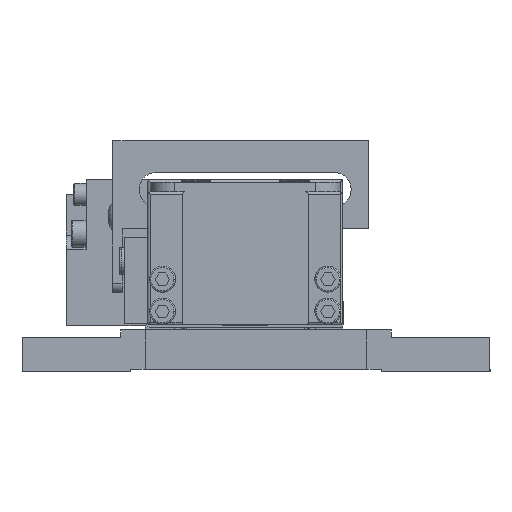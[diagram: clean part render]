
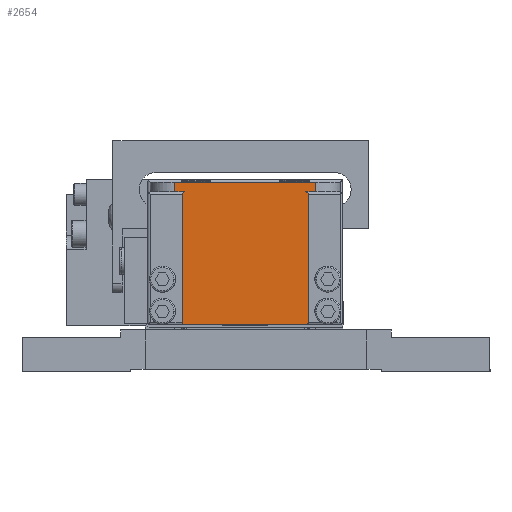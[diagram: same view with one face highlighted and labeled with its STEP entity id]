
A CAD part, left-side view. The second image highlights one B-rep face of the part: STEP entity #2654.
In plain terms, the highlighted planar face has unit normal (-1, 0, 0).
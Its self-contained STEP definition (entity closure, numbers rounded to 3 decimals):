
#989=PLANE('',#41691);
#2654=ADVANCED_FACE('',(#4977),#989,.T.);
#4977=FACE_OUTER_BOUND('',#7380,.T.);
#7380=EDGE_LOOP('',(#13063,#13064,#13065,#13066,#13067,#13068,#13069,#13070,
#13071,#13072,#13073,#13074));
#13063=ORIENTED_EDGE('',*,*,#24494,.T.);
#13064=ORIENTED_EDGE('',*,*,#24039,.F.);
#13065=ORIENTED_EDGE('',*,*,#24043,.F.);
#13066=ORIENTED_EDGE('',*,*,#24045,.F.);
#13067=ORIENTED_EDGE('',*,*,#24019,.F.);
#13068=ORIENTED_EDGE('',*,*,#24036,.F.);
#13069=ORIENTED_EDGE('',*,*,#24051,.F.);
#13070=ORIENTED_EDGE('',*,*,#24048,.F.);
#13071=ORIENTED_EDGE('',*,*,#24495,.T.);
#13072=ORIENTED_EDGE('',*,*,#24537,.F.);
#13073=ORIENTED_EDGE('',*,*,#24538,.T.);
#13074=ORIENTED_EDGE('',*,*,#24539,.T.);
#24019=EDGE_CURVE('',#36965,#36966,#30333,.T.);
#24036=EDGE_CURVE('',#36972,#36965,#34080,.T.);
#24039=EDGE_CURVE('',#36973,#36974,#34082,.T.);
#24043=EDGE_CURVE('',#36975,#36973,#30349,.T.);
#24045=EDGE_CURVE('',#36966,#36975,#34084,.T.);
#24048=EDGE_CURVE('',#36976,#36977,#34086,.T.);
#24051=EDGE_CURVE('',#36977,#36972,#30353,.T.);
#24494=EDGE_CURVE('',#37246,#36974,#30694,.T.);
#24495=EDGE_CURVE('',#36976,#37247,#30695,.T.);
#24537=EDGE_CURVE('',#37274,#37247,#30707,.T.);
#24538=EDGE_CURVE('',#37274,#37275,#30708,.T.);
#24539=EDGE_CURVE('',#37275,#37246,#30709,.T.);
#30333=B_SPLINE_CURVE_WITH_KNOTS('',1,(#66206,#66207),.UNSPECIFIED.,.F.,
 .F.,(2,2),(0.,24.6),.UNSPECIFIED.);
#30349=B_SPLINE_CURVE_WITH_KNOTS('',1,(#66262,#66263),.UNSPECIFIED.,.F.,
 .F.,(2,2),(0.,26.),.UNSPECIFIED.);
#30353=B_SPLINE_CURVE_WITH_KNOTS('',1,(#66282,#66283),.UNSPECIFIED.,.F.,
 .F.,(2,2),(0.,26.),.UNSPECIFIED.);
#30694=B_SPLINE_CURVE_WITH_KNOTS('',1,(#67298,#67299),.UNSPECIFIED.,.F.,
 .F.,(2,2),(-2.,0.),.UNSPECIFIED.);
#30695=B_SPLINE_CURVE_WITH_KNOTS('',1,(#67300,#67301),.UNSPECIFIED.,.F.,
 .F.,(2,2),(-2.,0.),.UNSPECIFIED.);
#30707=B_SPLINE_CURVE_WITH_KNOTS('',1,(#67422,#67423),.UNSPECIFIED.,.F.,
 .F.,(2,2),(0.,2.),.UNSPECIFIED.);
#30708=B_SPLINE_CURVE_WITH_KNOTS('',1,(#67424,#67425),.UNSPECIFIED.,.F.,
 .F.,(2,2),(0.,28.6),.UNSPECIFIED.);
#30709=B_SPLINE_CURVE_WITH_KNOTS('',1,(#67426,#67427),.UNSPECIFIED.,.F.,
 .F.,(2,2),(0.,2.),.UNSPECIFIED.);
#34080=(
BOUNDED_CURVE()
B_SPLINE_CURVE(2,(#66245,#66246,#66247),.UNSPECIFIED.,.F.,.F.)
B_SPLINE_CURVE_WITH_KNOTS((3,3),(0.,0.785),.UNSPECIFIED.)
CURVE()
GEOMETRIC_REPRESENTATION_ITEM()
RATIONAL_B_SPLINE_CURVE((1.,0.707,1.))
REPRESENTATION_ITEM('')
);
#34082=(
BOUNDED_CURVE()
B_SPLINE_CURVE(2,(#66253,#66254,#66255),.UNSPECIFIED.,.F.,.F.)
B_SPLINE_CURVE_WITH_KNOTS((3,3),(0.,0.785),.UNSPECIFIED.)
CURVE()
GEOMETRIC_REPRESENTATION_ITEM()
RATIONAL_B_SPLINE_CURVE((1.,0.707,1.))
REPRESENTATION_ITEM('')
);
#34084=(
BOUNDED_CURVE()
B_SPLINE_CURVE(2,(#66267,#66268,#66269),.UNSPECIFIED.,.F.,.F.)
B_SPLINE_CURVE_WITH_KNOTS((3,3),(0.,0.785),.UNSPECIFIED.)
CURVE()
GEOMETRIC_REPRESENTATION_ITEM()
RATIONAL_B_SPLINE_CURVE((1.,0.707,1.))
REPRESENTATION_ITEM('')
);
#34086=(
BOUNDED_CURVE()
B_SPLINE_CURVE(2,(#66275,#66276,#66277),.UNSPECIFIED.,.F.,.F.)
B_SPLINE_CURVE_WITH_KNOTS((3,3),(0.,0.785),.UNSPECIFIED.)
CURVE()
GEOMETRIC_REPRESENTATION_ITEM()
RATIONAL_B_SPLINE_CURVE((1.,0.707,1.))
REPRESENTATION_ITEM('')
);
#36965=VERTEX_POINT('',#58282);
#36966=VERTEX_POINT('',#58283);
#36972=VERTEX_POINT('',#58289);
#36973=VERTEX_POINT('',#58290);
#36974=VERTEX_POINT('',#58291);
#36975=VERTEX_POINT('',#58292);
#36976=VERTEX_POINT('',#58293);
#36977=VERTEX_POINT('',#58294);
#37246=VERTEX_POINT('',#58563);
#37247=VERTEX_POINT('',#58564);
#37274=VERTEX_POINT('',#58591);
#37275=VERTEX_POINT('',#58592);
#41691=AXIS2_PLACEMENT_3D('',#48804,#43747,$);
#43747=DIRECTION('',(-1.,0.,0.));
#48804=CARTESIAN_POINT('',(-111.,19.48,6.483));
#58282=CARTESIAN_POINT('',(-111.,-10.1,9.503));
#58283=CARTESIAN_POINT('',(-111.,14.5,9.503));
#58289=CARTESIAN_POINT('',(-111.,-10.6,10.003));
#58290=CARTESIAN_POINT('',(-111.,15.,36.003));
#58291=CARTESIAN_POINT('',(-111.,14.5,36.503));
#58292=CARTESIAN_POINT('',(-111.,15.,10.003));
#58293=CARTESIAN_POINT('',(-111.,-10.1,36.503));
#58294=CARTESIAN_POINT('',(-111.,-10.6,36.003));
#58563=CARTESIAN_POINT('',(-111.,16.5,36.503));
#58564=CARTESIAN_POINT('',(-111.,-12.1,36.503));
#58591=CARTESIAN_POINT('',(-111.,-12.1,38.503));
#58592=CARTESIAN_POINT('',(-111.,16.5,38.503));
#66206=CARTESIAN_POINT('',(-111.,-10.1,9.503));
#66207=CARTESIAN_POINT('',(-111.,14.5,9.503));
#66245=CARTESIAN_POINT('',(-111.,-10.6,10.003));
#66246=CARTESIAN_POINT('',(-111.,-10.6,9.503));
#66247=CARTESIAN_POINT('',(-111.,-10.1,9.503));
#66253=CARTESIAN_POINT('',(-111.,15.,36.003));
#66254=CARTESIAN_POINT('',(-111.,15.,36.503));
#66255=CARTESIAN_POINT('',(-111.,14.5,36.503));
#66262=CARTESIAN_POINT('',(-111.,15.,10.003));
#66263=CARTESIAN_POINT('',(-111.,15.,36.003));
#66267=CARTESIAN_POINT('',(-111.,14.5,9.503));
#66268=CARTESIAN_POINT('',(-111.,15.,9.503));
#66269=CARTESIAN_POINT('',(-111.,15.,10.003));
#66275=CARTESIAN_POINT('',(-111.,-10.1,36.503));
#66276=CARTESIAN_POINT('',(-111.,-10.6,36.503));
#66277=CARTESIAN_POINT('',(-111.,-10.6,36.003));
#66282=CARTESIAN_POINT('',(-111.,-10.6,36.003));
#66283=CARTESIAN_POINT('',(-111.,-10.6,10.003));
#67298=CARTESIAN_POINT('',(-111.,16.5,36.503));
#67299=CARTESIAN_POINT('',(-111.,14.5,36.503));
#67300=CARTESIAN_POINT('',(-111.,-10.1,36.503));
#67301=CARTESIAN_POINT('',(-111.,-12.1,36.503));
#67422=CARTESIAN_POINT('',(-111.,-12.1,38.503));
#67423=CARTESIAN_POINT('',(-111.,-12.1,36.503));
#67424=CARTESIAN_POINT('',(-111.,-12.1,38.503));
#67425=CARTESIAN_POINT('',(-111.,16.5,38.503));
#67426=CARTESIAN_POINT('',(-111.,16.5,38.503));
#67427=CARTESIAN_POINT('',(-111.,16.5,36.503));
